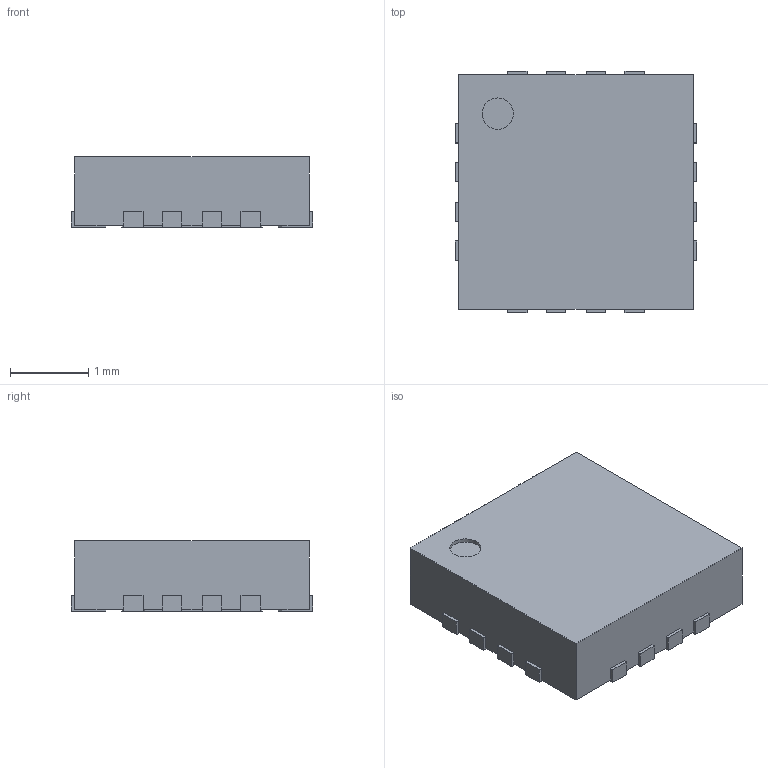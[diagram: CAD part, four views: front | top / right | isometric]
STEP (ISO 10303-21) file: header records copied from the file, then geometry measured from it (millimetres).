
FILE_DESCRIPTION(('FreeCAD Model'),'2;1');
FILE_NAME('QFN16.step' ,'2016-07-22T15:03:56',(''),(''),'Open CASCADE STEP processor 6.8', 'FreeCAD','Unknown');
FILE_SCHEMA(('AUTOMOTIVE_DESIGN_CC2 { 1 2 10303 214 -1 1 5 4 }'));
Length unit declared in the file: inch
Products named in the file (2): ASSEMBLY; QFN16
Assembly tree (1 placements, depth 2):
  ASSEMBLY
    QFN16
Bounding box: 3.08 x 3.08 x 0.9 mm (x, y, z)
Volume: 8 mm3; surface area: 29.8 mm2
Topology: 1 solids, 1 shells, 118 faces, 342 edges, 228 vertices
Faces by surface type: plane 117, cylinder 1
Full cylindrical faces by diameter (mm): 0.4 x1
Entity records: 8901 total; most frequent: CARTESIAN_POINT 1598, DIRECTION 1049, LINE 804, VECTOR 804, ORIENTED_EDGE 684, PCURVE 684, DEFINITIONAL_REPRESENTATION 684, EDGE_CURVE 342
